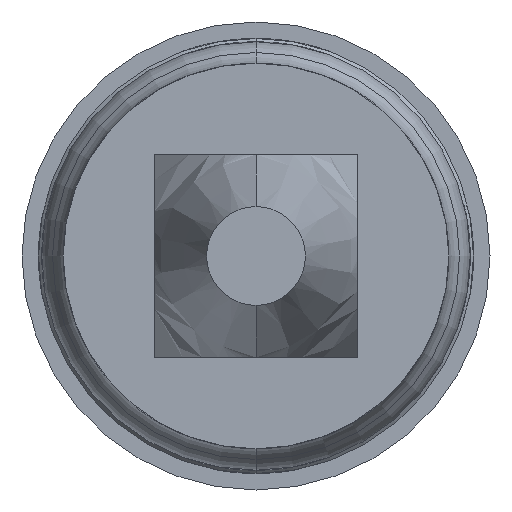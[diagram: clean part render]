
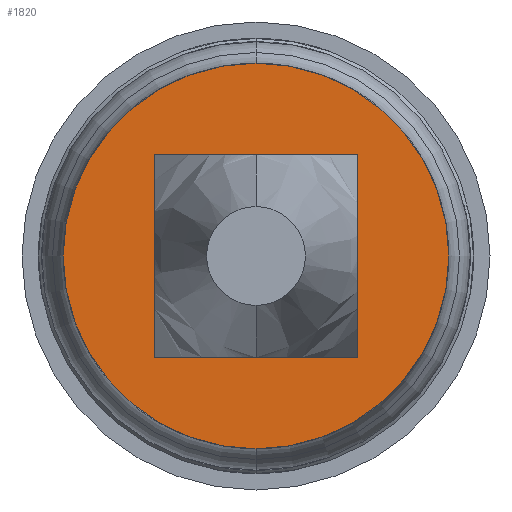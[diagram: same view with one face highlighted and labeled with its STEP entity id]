
A CAD part, front view. The second image highlights one B-rep face of the part: STEP entity #1820.
In plain terms, the highlighted planar face has unit normal (0, -1, 0).
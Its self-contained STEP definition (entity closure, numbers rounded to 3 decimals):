
#177 = DIRECTION ( 'NONE',  ( 0., 0., -1. ) ) ;
#343 = CARTESIAN_POINT ( 'NONE',  ( 0.585, -18., 0.308 ) ) ;
#615 = CARTESIAN_POINT ( 'NONE',  ( -0.307, -18., 0.308 ) ) ;
#769 = EDGE_CURVE ( 'Defeature ausgef�hrt2_7+Defeature ausgef�hrt2_58+Defeature ausgef�hrt2_59+Defeature ausgef�hrt2_57', #4564, #3946, #4361, .T. ) ;
#819 = EDGE_LOOP ( 'NONE', ( #1926, #994, #2303, #4675 ) ) ;
#883 = CARTESIAN_POINT ( 'NONE',  ( -0.308, -18., 0. ) ) ;
#946 = AXIS2_PLACEMENT_3D ( 'NONE', #4566, #3737, #4145 ) ;
#994 = ORIENTED_EDGE ( 'NONE', *, *, #3993, .T. ) ;
#1024 = CARTESIAN_POINT ( 'NONE',  ( 0.307, -18., -0.307 ) ) ;
#1313 = VERTEX_POINT ( 'NONE', #5131 ) ;
#1330 = AXIS2_PLACEMENT_3D ( 'NONE', #5003, #4948, #2423 ) ;
#1413 = CARTESIAN_POINT ( 'NONE',  ( 0., -18., -0.585 ) ) ;
#1523 = VERTEX_POINT ( 'NONE', #2130 ) ;
#1573 = VECTOR ( 'NONE', #5620, 1000. ) ;
#1602 = CARTESIAN_POINT ( 'NONE',  ( 0., -18., 0. ) ) ;
#1647 = LINE ( 'NONE', #343, #5317 ) ;
#1660 = EDGE_LOOP ( 'NONE', ( #3389, #2167 ) ) ;
#1684 = DIRECTION ( 'NONE',  ( -1., 0., 0. ) ) ;
#1820 = ADVANCED_FACE ( 'Defeature ausgef�hrt2_7', ( #4514, #2004 ), #5032, .F. ) ;
#1926 = ORIENTED_EDGE ( 'NONE', *, *, #4076, .T. ) ;
#2004 = FACE_OUTER_BOUND ( 'NONE', #1660, .T. ) ;
#2082 = AXIS2_PLACEMENT_3D ( 'NONE', #1602, #2957, #5504 ) ;
#2130 = CARTESIAN_POINT ( 'NONE',  ( 0.307, -18., 0.308 ) ) ;
#2167 = ORIENTED_EDGE ( 'NONE', *, *, #2904, .F. ) ;
#2303 = ORIENTED_EDGE ( 'NONE', *, *, #4904, .T. ) ;
#2423 = DIRECTION ( 'NONE',  ( 0., 0., 1. ) ) ;
#2904 = EDGE_CURVE ( 'Defeature ausgef�hrt2_6+Defeature ausgef�hrt2_7+Defeature ausgef�hrt2_7+Defeature ausgef�hrt2_7', #3135, #1313, #3700, .T. ) ;
#2932 = VECTOR ( 'NONE', #1684, 1000. ) ;
#2957 = DIRECTION ( 'NONE',  ( 0., 1., 0. ) ) ;
#3135 = VERTEX_POINT ( 'NONE', #1413 ) ;
#3214 = CARTESIAN_POINT ( 'NONE',  ( -0.308, -18., -0.307 ) ) ;
#3389 = ORIENTED_EDGE ( 'NONE', *, *, #3970, .F. ) ;
#3634 = CIRCLE ( 'NONE', #1330, 0.585 ) ;
#3700 = CIRCLE ( 'NONE', #2082, 0.585 ) ;
#3704 = CARTESIAN_POINT ( 'NONE',  ( 0.307, -18., 0. ) ) ;
#3737 = DIRECTION ( 'NONE',  ( 0., 1., 0. ) ) ;
#3738 = DIRECTION ( 'NONE',  ( 1., 0., 0. ) ) ;
#3946 = VERTEX_POINT ( 'NONE', #615 ) ;
#3970 = EDGE_CURVE ( 'Defeature ausgef�hrt2_6+Defeature ausgef�hrt2_7+Defeature ausgef�hrt2_7+Defeature ausgef�hrt2_7', #1313, #3135, #3634, .T. ) ;
#3993 = EDGE_CURVE ( 'Defeature ausgef�hrt2_7+Defeature ausgef�hrt2_56+Defeature ausgef�hrt2_57+Defeature ausgef�hrt2_59', #1523, #4004, #5043, .T. ) ;
#4004 = VERTEX_POINT ( 'NONE', #1024 ) ;
#4076 = EDGE_CURVE ( 'Defeature ausgef�hrt2_7+Defeature ausgef�hrt2_57+Defeature ausgef�hrt2_58+Defeature ausgef�hrt2_56', #3946, #1523, #1647, .T. ) ;
#4145 = DIRECTION ( 'NONE',  ( 0., 0., 1. ) ) ;
#4361 = LINE ( 'NONE', #883, #1573 ) ;
#4514 = FACE_BOUND ( 'NONE', #819, .T. ) ;
#4564 = VERTEX_POINT ( 'NONE', #3214 ) ;
#4566 = CARTESIAN_POINT ( 'NONE',  ( 0.585, -18., 0. ) ) ;
#4675 = ORIENTED_EDGE ( 'NONE', *, *, #769, .T. ) ;
#4767 = LINE ( 'NONE', #5625, #2932 ) ;
#4904 = EDGE_CURVE ( 'Defeature ausgef�hrt2_7+Defeature ausgef�hrt2_59+Defeature ausgef�hrt2_56+Defeature ausgef�hrt2_58', #4004, #4564, #4767, .T. ) ;
#4948 = DIRECTION ( 'NONE',  ( 0., 1., 0. ) ) ;
#5003 = CARTESIAN_POINT ( 'NONE',  ( 0., -18., 0. ) ) ;
#5032 = PLANE ( 'NONE',  #946 ) ;
#5043 = LINE ( 'NONE', #3704, #5605 ) ;
#5131 = CARTESIAN_POINT ( 'NONE',  ( 0., -18., 0.585 ) ) ;
#5317 = VECTOR ( 'NONE', #3738, 1000. ) ;
#5504 = DIRECTION ( 'NONE',  ( 0., 0., 1. ) ) ;
#5605 = VECTOR ( 'NONE', #177, 1000. ) ;
#5620 = DIRECTION ( 'NONE',  ( 0., 0., 1. ) ) ;
#5625 = CARTESIAN_POINT ( 'NONE',  ( 0.585, -18., -0.307 ) ) ;
